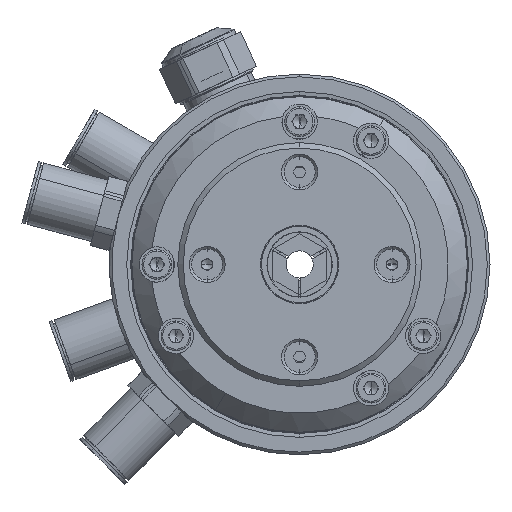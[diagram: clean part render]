
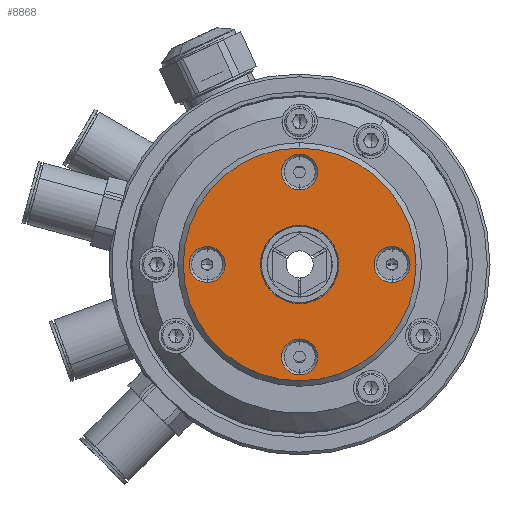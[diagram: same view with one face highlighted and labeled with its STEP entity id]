
A CAD part, left-side view. The second image highlights one B-rep face of the part: STEP entity #8868.
In plain terms, the highlighted planar face has unit normal (-1, 0, 0).
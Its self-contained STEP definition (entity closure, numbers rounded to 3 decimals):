
#7864 = EDGE_CURVE ( 'NONE', #8419, #8409, #15796, .T. ) ;
#7957 = EDGE_LOOP ( 'NONE', ( #8887, #9017 ) ) ;
#8409 = VERTEX_POINT ( 'NONE', #16656 ) ;
#8416 = VERTEX_POINT ( 'NONE', #16837 ) ;
#8418 = EDGE_CURVE ( 'NONE', #8761, #8416, #16834, .T. ) ;
#8419 = VERTEX_POINT ( 'NONE', #16657 ) ;
#8427 = VERTEX_POINT ( 'NONE', #16810 ) ;
#8494 = VERTEX_POINT ( 'NONE', #16760 ) ;
#8496 = EDGE_CURVE ( 'NONE', #8427, #8494, #16749, .T. ) ;
#8721 = EDGE_CURVE ( 'NONE', #8416, #8761, #17328, .T. ) ;
#8724 = EDGE_LOOP ( 'NONE', ( #9023, #9019 ) ) ;
#8745 = EDGE_CURVE ( 'NONE', #8494, #8427, #17341, .T. ) ;
#8750 = EDGE_CURVE ( 'NONE', #8409, #8419, #17348, .T. ) ;
#8755 = ORIENTED_EDGE ( 'NONE', *, *, #8750, .T. ) ;
#8757 = VERTEX_POINT ( 'NONE', #17212 ) ;
#8761 = VERTEX_POINT ( 'NONE', #17241 ) ;
#8795 = VERTEX_POINT ( 'NONE', #17210 ) ;
#8797 = EDGE_CURVE ( 'NONE', #8843, #8795, #17196, .T. ) ;
#8803 = EDGE_CURVE ( 'NONE', #8795, #8843, #17280, .T. ) ;
#8804 = EDGE_CURVE ( 'NONE', #8852, #8845, #16194, .T. ) ;
#8806 = EDGE_CURVE ( 'NONE', #8867, #8757, #16724, .T. ) ;
#8818 = EDGE_LOOP ( 'NONE', ( #8755, #8869 ) ) ;
#8835 = EDGE_CURVE ( 'NONE', #8757, #8867, #17431, .T. ) ;
#8843 = VERTEX_POINT ( 'NONE', #17386 ) ;
#8845 = VERTEX_POINT ( 'NONE', #17388 ) ;
#8852 = VERTEX_POINT ( 'NONE', #17443 ) ;
#8854 = EDGE_CURVE ( 'NONE', #8845, #8852, #17435, .T. ) ;
#8867 = VERTEX_POINT ( 'NONE', #17513 ) ;
#8868 = ADVANCED_FACE ( 'NONE', ( #17468, #17523, #17529, #17521, #17511, #17509 ), #17519, .F. ) ;
#8869 = ORIENTED_EDGE ( 'NONE', *, *, #7864, .T. ) ;
#8887 = ORIENTED_EDGE ( 'NONE', *, *, #8745, .F. ) ;
#8890 = ORIENTED_EDGE ( 'NONE', *, *, #8418, .F. ) ;
#9017 = ORIENTED_EDGE ( 'NONE', *, *, #8496, .F. ) ;
#9018 = ORIENTED_EDGE ( 'NONE', *, *, #8804, .F. ) ;
#9019 = ORIENTED_EDGE ( 'NONE', *, *, #8835, .F. ) ;
#9020 = ORIENTED_EDGE ( 'NONE', *, *, #8854, .F. ) ;
#9021 = EDGE_LOOP ( 'NONE', ( #9028, #8890 ) ) ;
#9022 = ORIENTED_EDGE ( 'NONE', *, *, #8797, .F. ) ;
#9023 = ORIENTED_EDGE ( 'NONE', *, *, #8806, .F. ) ;
#9024 = EDGE_LOOP ( 'NONE', ( #9018, #9020 ) ) ;
#9025 = ORIENTED_EDGE ( 'NONE', *, *, #8803, .F. ) ;
#9027 = EDGE_LOOP ( 'NONE', ( #9025, #9022 ) ) ;
#9028 = ORIENTED_EDGE ( 'NONE', *, *, #8721, .F. ) ;
#15787 = DIRECTION ( 'NONE',  ( 0., 0., -1. ) ) ;
#15788 = DIRECTION ( 'NONE',  ( -1., 0., 0. ) ) ;
#15789 = CARTESIAN_POINT ( 'NONE',  ( -64.566, 6.135, -3.168 ) ) ;
#15796 = CIRCLE ( 'NONE', #15854, 21.4 ) ;
#15854 = AXIS2_PLACEMENT_3D ( 'NONE', #15789, #15788, #15787 ) ;
#15994 = CARTESIAN_POINT ( 'NONE',  ( -64.566, 23.135, -3.168 ) ) ;
#16194 = CIRCLE ( 'NONE', #16385, 3.3 ) ;
#16385 = AXIS2_PLACEMENT_3D ( 'NONE', #16603, #16602, #16400 ) ;
#16400 = DIRECTION ( 'NONE',  ( 0., 0., 1. ) ) ;
#16602 = DIRECTION ( 'NONE',  ( -1., 0., 0. ) ) ;
#16603 = CARTESIAN_POINT ( 'NONE',  ( -64.566, 6.135, 13.832 ) ) ;
#16656 = CARTESIAN_POINT ( 'NONE',  ( -64.566, 6.135, -24.568 ) ) ;
#16657 = CARTESIAN_POINT ( 'NONE',  ( -64.566, 6.135, 18.232 ) ) ;
#16721 = AXIS2_PLACEMENT_3D ( 'NONE', #15994, #16899, #16999 ) ;
#16724 = CIRCLE ( 'NONE', #16721, 3.3 ) ;
#16749 = CIRCLE ( 'NONE', #16755, 3.3 ) ;
#16755 = AXIS2_PLACEMENT_3D ( 'NONE', #16891, #16890, #16889 ) ;
#16760 = CARTESIAN_POINT ( 'NONE',  ( -64.566, 6.135, -16.868 ) ) ;
#16810 = CARTESIAN_POINT ( 'NONE',  ( -64.566, 6.135, -23.468 ) ) ;
#16826 = DIRECTION ( 'NONE',  ( 0., 0., 1. ) ) ;
#16827 = DIRECTION ( 'NONE',  ( -1., 0., 0. ) ) ;
#16828 = AXIS2_PLACEMENT_3D ( 'NONE', #16832, #16827, #16826 ) ;
#16832 = CARTESIAN_POINT ( 'NONE',  ( -64.566, 6.135, -3.168 ) ) ;
#16834 = CIRCLE ( 'NONE', #16828, 7.2 ) ;
#16837 = CARTESIAN_POINT ( 'NONE',  ( -64.566, 6.135, 4.032 ) ) ;
#16889 = DIRECTION ( 'NONE',  ( 0., 0., 1. ) ) ;
#16890 = DIRECTION ( 'NONE',  ( -1., 0., 0. ) ) ;
#16891 = CARTESIAN_POINT ( 'NONE',  ( -64.566, 6.135, -20.168 ) ) ;
#16899 = DIRECTION ( 'NONE',  ( -1., 0., 0. ) ) ;
#16999 = DIRECTION ( 'NONE',  ( 0., 0., 1. ) ) ;
#17193 = DIRECTION ( 'NONE',  ( 0., 0., 1. ) ) ;
#17194 = DIRECTION ( 'NONE',  ( -1., 0., 0. ) ) ;
#17195 = AXIS2_PLACEMENT_3D ( 'NONE', #17275, #17194, #17193 ) ;
#17196 = CIRCLE ( 'NONE', #17195, 3.3 ) ;
#17200 = DIRECTION ( 'NONE',  ( 0., 0., 1. ) ) ;
#17201 = DIRECTION ( 'NONE',  ( -1., 0., 0. ) ) ;
#17202 = AXIS2_PLACEMENT_3D ( 'NONE', #17203, #17201, #17200 ) ;
#17203 = CARTESIAN_POINT ( 'NONE',  ( -64.566, -10.865, -3.168 ) ) ;
#17210 = CARTESIAN_POINT ( 'NONE',  ( -64.566, -10.865, 0.132 ) ) ;
#17212 = CARTESIAN_POINT ( 'NONE',  ( -64.566, 23.135, -6.468 ) ) ;
#17227 = DIRECTION ( 'NONE',  ( 0., 0., -1. ) ) ;
#17228 = DIRECTION ( 'NONE',  ( -1., 0., 0. ) ) ;
#17230 = AXIS2_PLACEMENT_3D ( 'NONE', #17236, #17228, #17227 ) ;
#17232 = DIRECTION ( 'NONE',  ( 0., 0., 1. ) ) ;
#17233 = DIRECTION ( 'NONE',  ( -1., 0., 0. ) ) ;
#17234 = AXIS2_PLACEMENT_3D ( 'NONE', #17240, #17233, #17232 ) ;
#17236 = CARTESIAN_POINT ( 'NONE',  ( -64.566, 6.135, -3.168 ) ) ;
#17240 = CARTESIAN_POINT ( 'NONE',  ( -64.566, 6.135, -20.168 ) ) ;
#17241 = CARTESIAN_POINT ( 'NONE',  ( -64.566, 6.135, -10.368 ) ) ;
#17275 = CARTESIAN_POINT ( 'NONE',  ( -64.566, -10.865, -3.168 ) ) ;
#17280 = CIRCLE ( 'NONE', #17202, 3.3 ) ;
#17322 = CARTESIAN_POINT ( 'NONE',  ( -64.566, 6.135, -3.168 ) ) ;
#17327 = AXIS2_PLACEMENT_3D ( 'NONE', #17322, #17367, #17366 ) ;
#17328 = CIRCLE ( 'NONE', #17327, 7.2 ) ;
#17341 = CIRCLE ( 'NONE', #17234, 3.3 ) ;
#17348 = CIRCLE ( 'NONE', #17230, 21.4 ) ;
#17366 = DIRECTION ( 'NONE',  ( 0., 0., 1. ) ) ;
#17367 = DIRECTION ( 'NONE',  ( -1., 0., 0. ) ) ;
#17380 = AXIS2_PLACEMENT_3D ( 'NONE', #17446, #17432, #17531 ) ;
#17386 = CARTESIAN_POINT ( 'NONE',  ( -64.566, -10.865, -6.468 ) ) ;
#17388 = CARTESIAN_POINT ( 'NONE',  ( -64.566, 6.135, 10.532 ) ) ;
#17399 = DIRECTION ( 'NONE',  ( 0., 0., 1. ) ) ;
#17400 = DIRECTION ( 'NONE',  ( -1., 0., 0. ) ) ;
#17401 = CARTESIAN_POINT ( 'NONE',  ( -64.566, 23.135, -3.168 ) ) ;
#17402 = AXIS2_PLACEMENT_3D ( 'NONE', #17401, #17400, #17399 ) ;
#17431 = CIRCLE ( 'NONE', #17402, 3.3 ) ;
#17432 = DIRECTION ( 'NONE',  ( -1., 0., 0. ) ) ;
#17435 = CIRCLE ( 'NONE', #17380, 3.3 ) ;
#17443 = CARTESIAN_POINT ( 'NONE',  ( -64.566, 6.135, 17.132 ) ) ;
#17446 = CARTESIAN_POINT ( 'NONE',  ( -64.566, 6.135, 13.832 ) ) ;
#17468 = FACE_OUTER_BOUND ( 'NONE', #8818, .T. ) ;
#17509 = FACE_BOUND ( 'NONE', #9021, .T. ) ;
#17510 = AXIS2_PLACEMENT_3D ( 'NONE', #17512, #17516, #17515 ) ;
#17511 = FACE_BOUND ( 'NONE', #9027, .T. ) ;
#17512 = CARTESIAN_POINT ( 'NONE',  ( -64.566, 28.535, -3.168 ) ) ;
#17513 = CARTESIAN_POINT ( 'NONE',  ( -64.566, 23.135, 0.132 ) ) ;
#17515 = DIRECTION ( 'NONE',  ( 0., 0., -1. ) ) ;
#17516 = DIRECTION ( 'NONE',  ( 1., 0., 0. ) ) ;
#17519 = PLANE ( 'NONE',  #17510 ) ;
#17521 = FACE_BOUND ( 'NONE', #9024, .T. ) ;
#17523 = FACE_BOUND ( 'NONE', #7957, .T. ) ;
#17529 = FACE_BOUND ( 'NONE', #8724, .T. ) ;
#17531 = DIRECTION ( 'NONE',  ( 0., 0., 1. ) ) ;
